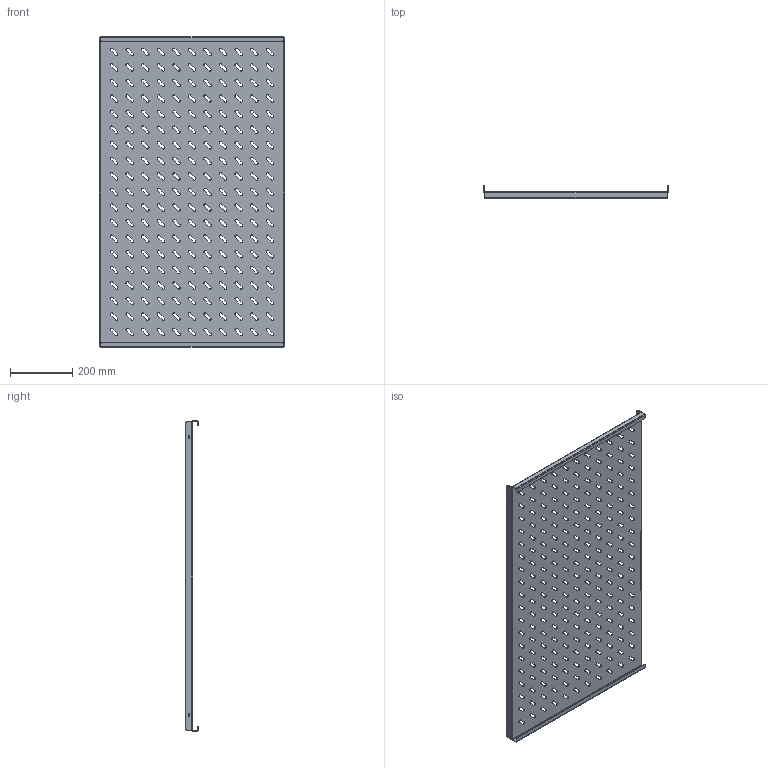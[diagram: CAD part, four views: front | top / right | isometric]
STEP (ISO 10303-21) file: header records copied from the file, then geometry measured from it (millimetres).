
FILE_DESCRIPTION (( 'STEP AP214' ), '1' );
FILE_NAME ('945.272.STEP', '2024-09-20T11:49:35', ( '' ), ( '' ), 'SwSTEP 2.0', 'SolidWorks 2021', '' );
FILE_SCHEMA (( 'AUTOMOTIVE_DESIGN' ));
Length unit declared in the file: millimetre
Products named in the file (1): 945.272
Bounding box: 592 x 41 x 997 mm (x, y, z)
Volume: 920968 mm3; surface area: 1255310.5 mm2
Topology: 1 solids, 1 shells, 1113 faces, 3305 edges, 2194 vertices
Faces by surface type: cylinder 655, plane 458
Entity records: 38631 total; most frequent: DIRECTION 6843, CARTESIAN_POINT 6613, ORIENTED_EDGE 6610, EDGE_CURVE 3305, AXIS2_PLACEMENT_3D 2424, VERTEX_POINT 2194, LINE 1995, VECTOR 1995
